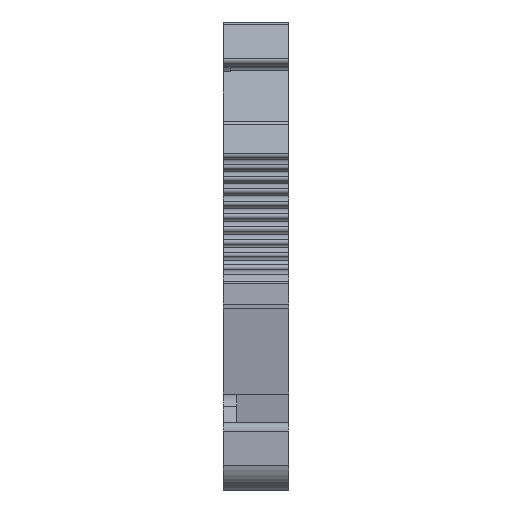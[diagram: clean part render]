
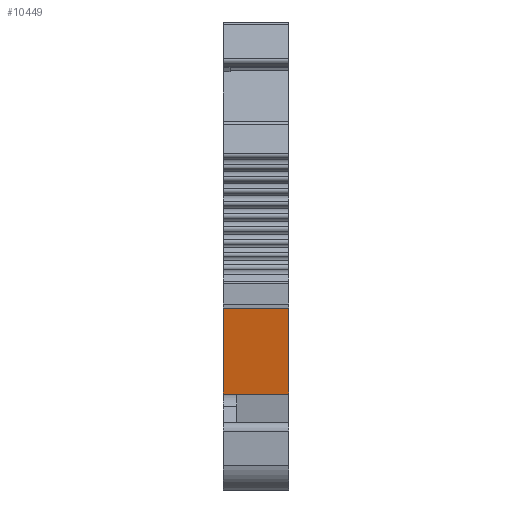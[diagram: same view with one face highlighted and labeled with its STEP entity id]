
A CAD part, left-side view. The second image highlights one B-rep face of the part: STEP entity #10449.
In plain terms, the highlighted planar face has unit normal (-0.986, 0, -0.168).
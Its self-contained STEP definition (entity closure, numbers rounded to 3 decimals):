
#263=PLANE('',#11086);
#1639=ORIENTED_EDGE('',*,*,#3396,.T.);
#1640=ORIENTED_EDGE('',*,*,#3724,.T.);
#1641=ORIENTED_EDGE('',*,*,#3725,.T.);
#1642=ORIENTED_EDGE('',*,*,#3726,.F.);
#3396=EDGE_CURVE('',#4528,#4527,#5230,.T.);
#3724=EDGE_CURVE('',#4527,#4755,#5409,.T.);
#3725=EDGE_CURVE('',#4755,#4756,#5410,.T.);
#3726=EDGE_CURVE('',#4528,#4756,#5411,.T.);
#4527=VERTEX_POINT('',#14377);
#4528=VERTEX_POINT('',#14379);
#4755=VERTEX_POINT('',#15032);
#4756=VERTEX_POINT('',#15036);
#5230=LINE('',#14378,#5995);
#5409=LINE('',#15033,#6174);
#5410=LINE('',#15035,#6175);
#5411=LINE('',#15037,#6176);
#5995=VECTOR('',#11882,1000.);
#6174=VECTOR('',#12543,1000.);
#6175=VECTOR('',#12546,1000.);
#6176=VECTOR('',#12547,1000.);
#6752=EDGE_LOOP('',(#1639,#1640,#1641,#1642));
#7170=FACE_BOUND('',#6752,.T.);
#10449=ADVANCED_FACE('',(#7170),#263,.F.);
#11086=AXIS2_PLACEMENT_3D('',#15034,#12544,#12545);
#11882=DIRECTION('',(0.168,0.,-0.986));
#12543=DIRECTION('',(0.,-1.,0.));
#12544=DIRECTION('',(0.986,0.,0.168));
#12545=DIRECTION('',(0.168,0.,-0.986));
#12546=DIRECTION('',(-0.168,0.,0.986));
#12547=DIRECTION('',(0.,-1.,0.));
#14377=CARTESIAN_POINT('',(-29.099,2.85,-10.316));
#14378=CARTESIAN_POINT('',(-29.987,2.85,-5.109));
#14379=CARTESIAN_POINT('',(-30.222,2.85,-3.73));
#15032=CARTESIAN_POINT('',(-29.099,-2.15,-10.316));
#15033=CARTESIAN_POINT('',(-29.099,72.327,-10.316));
#15034=CARTESIAN_POINT('',(-30.222,72.327,-3.73));
#15035=CARTESIAN_POINT('',(-30.222,-2.15,-3.73));
#15036=CARTESIAN_POINT('',(-30.222,-2.15,-3.73));
#15037=CARTESIAN_POINT('',(-30.222,72.327,-3.73));
